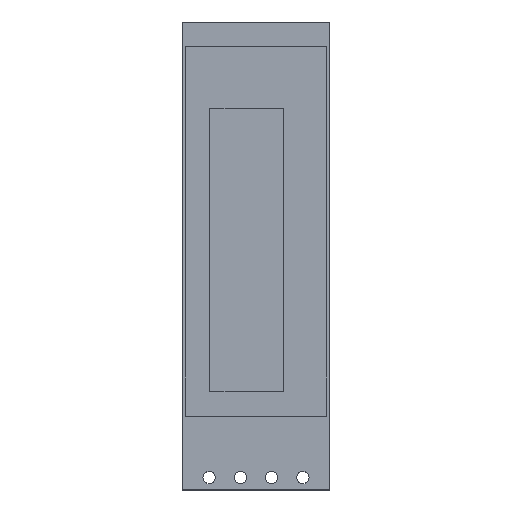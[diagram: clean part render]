
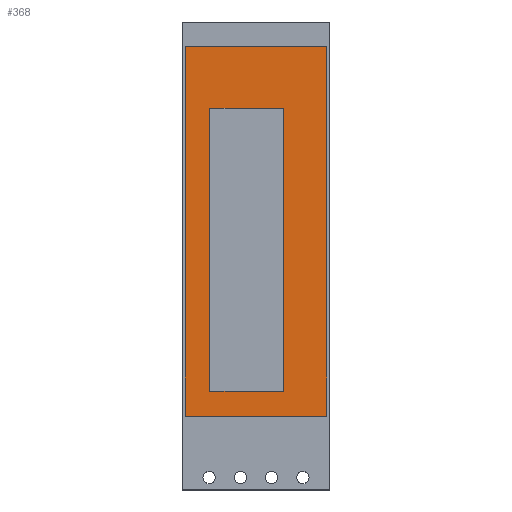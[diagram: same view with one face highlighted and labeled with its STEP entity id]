
A CAD part, top view. The second image highlights one B-rep face of the part: STEP entity #368.
In plain terms, the highlighted planar face has unit normal (0, 0, 1).
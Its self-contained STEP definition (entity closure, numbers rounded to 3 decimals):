
#27=FACE_BOUND('',#67,.T.);
#46=FACE_OUTER_BOUND('',#66,.T.);
#66=EDGE_LOOP('',(#283,#284,#285,#286));
#67=EDGE_LOOP('',(#287,#288,#289,#290));
#87=LINE('',#523,#127);
#91=LINE('',#531,#131);
#94=LINE('',#537,#134);
#97=LINE('',#542,#137);
#101=LINE('',#552,#141);
#104=LINE('',#558,#144);
#107=LINE('',#564,#147);
#110=LINE('',#568,#150);
#127=VECTOR('',#425,10.);
#131=VECTOR('',#431,10.);
#134=VECTOR('',#436,10.);
#137=VECTOR('',#441,10.);
#141=VECTOR('',#449,10.);
#144=VECTOR('',#454,10.);
#147=VECTOR('',#459,10.);
#150=VECTOR('',#464,10.);
#167=VERTEX_POINT('',#521);
#168=VERTEX_POINT('',#522);
#171=VERTEX_POINT('',#530);
#173=VERTEX_POINT('',#536);
#177=VERTEX_POINT('',#549);
#178=VERTEX_POINT('',#551);
#180=VERTEX_POINT('',#557);
#182=VERTEX_POINT('',#563);
#199=EDGE_CURVE('',#167,#168,#87,.T.);
#203=EDGE_CURVE('',#168,#171,#91,.T.);
#206=EDGE_CURVE('',#171,#173,#94,.T.);
#209=EDGE_CURVE('',#173,#167,#97,.T.);
#213=EDGE_CURVE('',#178,#177,#101,.T.);
#216=EDGE_CURVE('',#180,#178,#104,.T.);
#219=EDGE_CURVE('',#182,#180,#107,.T.);
#222=EDGE_CURVE('',#177,#182,#110,.T.);
#283=ORIENTED_EDGE('',*,*,#222,.T.);
#284=ORIENTED_EDGE('',*,*,#219,.T.);
#285=ORIENTED_EDGE('',*,*,#216,.T.);
#286=ORIENTED_EDGE('',*,*,#213,.T.);
#287=ORIENTED_EDGE('',*,*,#199,.T.);
#288=ORIENTED_EDGE('',*,*,#203,.T.);
#289=ORIENTED_EDGE('',*,*,#206,.T.);
#290=ORIENTED_EDGE('',*,*,#209,.T.);
#352=PLANE('',#402);
#368=ADVANCED_FACE('',(#46,#27),#352,.T.);
#402=AXIS2_PLACEMENT_3D('',#569,#465,#466);
#425=DIRECTION('',(0.,-1.,0.));
#431=DIRECTION('',(-1.,0.,0.));
#436=DIRECTION('',(0.,1.,0.));
#441=DIRECTION('',(1.,0.,0.));
#449=DIRECTION('',(-1.,0.,0.));
#454=DIRECTION('',(0.,1.,0.));
#459=DIRECTION('',(1.,0.,0.));
#464=DIRECTION('',(0.,-1.,0.));
#465=DIRECTION('center_axis',(0.,0.,1.));
#466=DIRECTION('ref_axis',(1.,0.,0.));
#521=CARTESIAN_POINT('',(8.25,31.,3.));
#522=CARTESIAN_POINT('',(8.25,8.,3.));
#523=CARTESIAN_POINT('',(8.25,14.5,3.));
#530=CARTESIAN_POINT('',(2.25,8.,3.));
#531=CARTESIAN_POINT('',(4.125,8.,3.));
#536=CARTESIAN_POINT('',(2.25,31.,3.));
#537=CARTESIAN_POINT('',(2.25,26.,3.));
#542=CARTESIAN_POINT('',(7.125,31.,3.));
#549=CARTESIAN_POINT('',(0.25,36.,3.));
#551=CARTESIAN_POINT('',(11.75,36.,3.));
#552=CARTESIAN_POINT('',(8.875,36.,3.));
#557=CARTESIAN_POINT('',(11.75,6.,3.));
#558=CARTESIAN_POINT('',(11.75,13.5,3.));
#563=CARTESIAN_POINT('',(0.25,6.,3.));
#564=CARTESIAN_POINT('',(3.125,6.,3.));
#568=CARTESIAN_POINT('',(0.25,28.5,3.));
#569=CARTESIAN_POINT('Origin',(6.,21.,3.));
